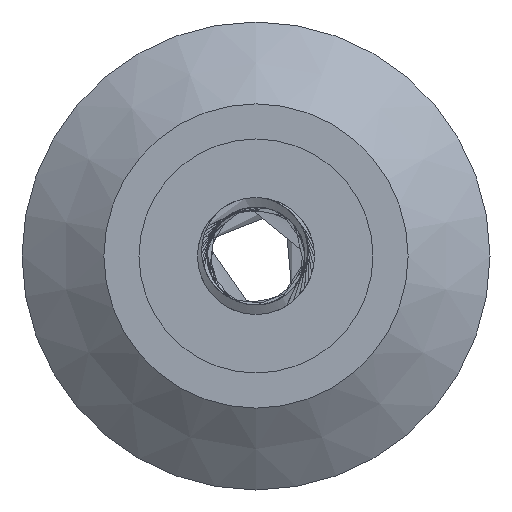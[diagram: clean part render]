
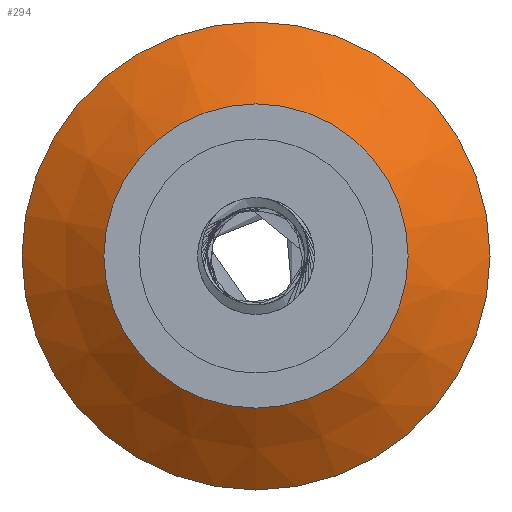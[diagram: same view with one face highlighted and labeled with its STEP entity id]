
A CAD part, front view. The second image highlights one B-rep face of the part: STEP entity #294.
In plain terms, the highlighted conical face has half-angle 54.462 degrees and reference radius 13 mm.
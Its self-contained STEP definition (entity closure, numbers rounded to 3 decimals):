
#20=CONICAL_SURFACE('',#342,13.,0.951);
#112=ORIENTED_EDGE('',*,*,#119,.T.);
#113=ORIENTED_EDGE('',*,*,#121,.F.);
#119=EDGE_CURVE('',#154,#154,#181,.T.);
#121=EDGE_CURVE('',#156,#156,#183,.T.);
#154=VERTEX_POINT('',#425);
#156=VERTEX_POINT('',#430);
#181=CIRCLE('',#312,20.);
#183=CIRCLE('',#315,13.);
#227=EDGE_LOOP('',(#112));
#228=EDGE_LOOP('',(#113));
#261=FACE_BOUND('',#227,.T.);
#262=FACE_BOUND('',#228,.T.);
#294=ADVANCED_FACE('',(#261,#262),#20,.T.);
#312=AXIS2_PLACEMENT_3D('',#424,#352,#353);
#315=AXIS2_PLACEMENT_3D('',#429,#358,#359);
#342=AXIS2_PLACEMENT_3D('',#35215,#412,#413);
#352=DIRECTION('',(0.,-1.,0.));
#353=DIRECTION('',(0.,0.,1.));
#358=DIRECTION('',(0.,-1.,0.));
#359=DIRECTION('',(0.,0.,1.));
#412=DIRECTION('',(0.,1.,0.));
#413=DIRECTION('',(0.,0.,1.));
#424=CARTESIAN_POINT('',(0.,127.,0.));
#425=CARTESIAN_POINT('',(0.,127.,20.));
#429=CARTESIAN_POINT('',(0.,122.,0.));
#430=CARTESIAN_POINT('',(0.,122.,13.));
#35215=CARTESIAN_POINT('',(0.,122.,0.));
